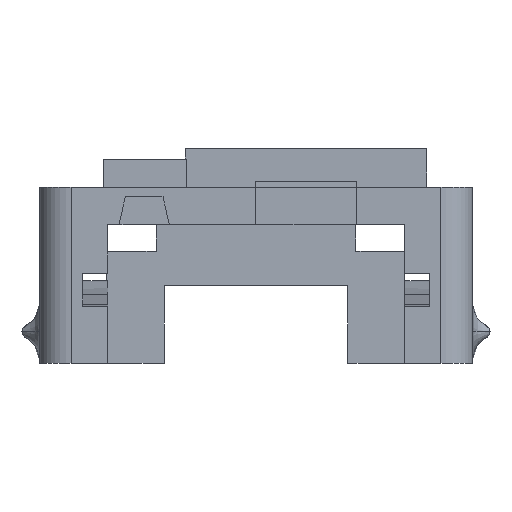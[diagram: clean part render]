
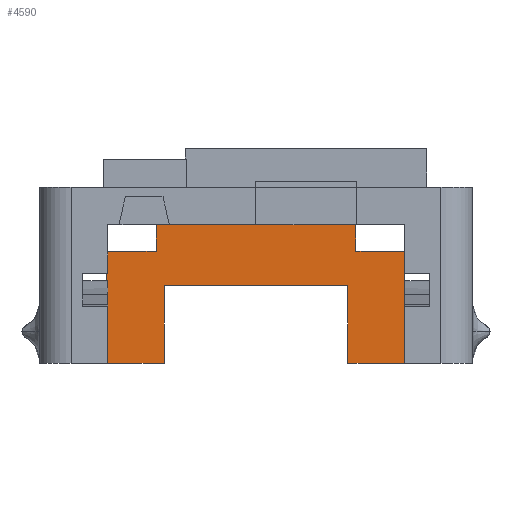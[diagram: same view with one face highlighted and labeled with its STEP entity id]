
A CAD part, front view. The second image highlights one B-rep face of the part: STEP entity #4590.
In plain terms, the highlighted planar face has unit normal (0, -1, 0).
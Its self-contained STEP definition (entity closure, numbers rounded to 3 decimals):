
#1455 = VERTEX_POINT('',#1456);
#1456 = CARTESIAN_POINT('',(3.81,5.49,-2.748));
#1462 = EDGE_CURVE('',#1463,#1455,#1465,.T.);
#1463 = VERTEX_POINT('',#1464);
#1464 = CARTESIAN_POINT('',(3.81,5.49,-0.018));
#1465 = LINE('',#1466,#1467);
#1466 = CARTESIAN_POINT('',(3.81,5.49,-1.418));
#1467 = VECTOR('',#1468,1.);
#1468 = DIRECTION('',(0.,0.,-1.));
#3596 = VERTEX_POINT('',#3597);
#3597 = CARTESIAN_POINT('',(-7.99,5.49,-0.018));
#3603 = EDGE_CURVE('',#3604,#3596,#3606,.T.);
#3604 = VERTEX_POINT('',#3605);
#3605 = CARTESIAN_POINT('',(-7.99,5.49,-2.748));
#3606 = LINE('',#3607,#3608);
#3607 = CARTESIAN_POINT('',(-7.99,5.49,1.562));
#3608 = VECTOR('',#3609,1.);
#3609 = DIRECTION('',(0.,0.,1.));
#3662 = VERTEX_POINT('',#3663);
#3663 = CARTESIAN_POINT('',(-8.022,5.49,-0.018));
#3669 = EDGE_CURVE('',#3596,#3662,#3670,.T.);
#3670 = LINE('',#3671,#3672);
#3671 = CARTESIAN_POINT('',(-5.546,5.49,-0.018));
#3672 = VECTOR('',#3673,1.);
#3673 = DIRECTION('',(-1.,0.,0.));
#3779 = VERTEX_POINT('',#3780);
#3780 = CARTESIAN_POINT('',(-7.99,5.49,1.232));
#3786 = EDGE_CURVE('',#3787,#3779,#3789,.T.);
#3787 = VERTEX_POINT('',#3788);
#3788 = CARTESIAN_POINT('',(-8.022,5.49,1.232));
#3789 = LINE('',#3790,#3791);
#3790 = CARTESIAN_POINT('',(-5.546,5.49,1.232));
#3791 = VECTOR('',#3792,1.);
#3792 = DIRECTION('',(1.,0.,0.));
#3843 = VERTEX_POINT('',#3844);
#3844 = CARTESIAN_POINT('',(-7.99,5.49,1.7));
#3850 = EDGE_CURVE('',#3779,#3843,#3851,.T.);
#3851 = LINE('',#3852,#3853);
#3852 = CARTESIAN_POINT('',(-7.99,5.49,1.562));
#3853 = VECTOR('',#3854,1.);
#3854 = DIRECTION('',(0.,0.,1.));
#4046 = VERTEX_POINT('',#4047);
#4047 = CARTESIAN_POINT('',(-5.545,5.49,2.77));
#4053 = EDGE_CURVE('',#4054,#4046,#4056,.T.);
#4054 = VERTEX_POINT('',#4055);
#4055 = CARTESIAN_POINT('',(-6.072,5.49,2.77));
#4056 = LINE('',#4057,#4058);
#4057 = CARTESIAN_POINT('',(-1.679,5.49,2.77));
#4058 = VECTOR('',#4059,1.);
#4059 = DIRECTION('',(1.,0.,0.));
#4116 = VERTEX_POINT('',#4117);
#4117 = CARTESIAN_POINT('',(-2.11,5.49,2.77));
#4141 = VERTEX_POINT('',#4142);
#4142 = CARTESIAN_POINT('',(1.87,5.49,2.77));
#4148 = EDGE_CURVE('',#4116,#4141,#4149,.T.);
#4149 = LINE('',#4150,#4151);
#4150 = CARTESIAN_POINT('',(-1.679,5.49,2.77));
#4151 = VECTOR('',#4152,1.);
#4152 = DIRECTION('',(1.,0.,0.));
#4330 = VERTEX_POINT('',#4331);
#4331 = CARTESIAN_POINT('',(3.81,5.49,1.232));
#4337 = EDGE_CURVE('',#4338,#4330,#4340,.T.);
#4338 = VERTEX_POINT('',#4339);
#4339 = CARTESIAN_POINT('',(3.81,5.49,1.7));
#4340 = LINE('',#4341,#4342);
#4341 = CARTESIAN_POINT('',(3.81,5.49,-1.418));
#4342 = VECTOR('',#4343,1.);
#4343 = DIRECTION('',(0.,0.,-1.));
#4387 = VERTEX_POINT('',#4388);
#4388 = CARTESIAN_POINT('',(3.82,5.49,1.232));
#4394 = EDGE_CURVE('',#4330,#4387,#4395,.T.);
#4395 = LINE('',#4396,#4397);
#4396 = CARTESIAN_POINT('',(-5.546,5.49,1.232));
#4397 = VECTOR('',#4398,1.);
#4398 = DIRECTION('',(1.,0.,0.));
#4511 = EDGE_CURVE('',#4512,#1463,#4514,.T.);
#4512 = VERTEX_POINT('',#4513);
#4513 = CARTESIAN_POINT('',(3.82,5.49,-0.018));
#4514 = LINE('',#4515,#4516);
#4515 = CARTESIAN_POINT('',(-5.546,5.49,-0.018));
#4516 = VECTOR('',#4517,1.);
#4517 = DIRECTION('',(-1.,0.,0.));
#4590 = ADVANCED_FACE('',(#4591),#4687,.F.);
#4591 = FACE_BOUND('',#4592,.F.);
#4592 = EDGE_LOOP('',(#4593,#4594,#4602,#4610,#4618,#4626,#4632,#4633,
    #4634,#4640,#4641,#4642,#4650,#4656,#4657,#4663,#4664,#4672,#4678,
    #4679,#4680,#4686));
#4593 = ORIENTED_EDGE('',*,*,#1462,.T.);
#4594 = ORIENTED_EDGE('',*,*,#4595,.T.);
#4595 = EDGE_CURVE('',#1455,#4596,#4598,.T.);
#4596 = VERTEX_POINT('',#4597);
#4597 = CARTESIAN_POINT('',(1.549,5.49,-2.748));
#4598 = LINE('',#4599,#4600);
#4599 = CARTESIAN_POINT('',(3.82,5.49,-2.748));
#4600 = VECTOR('',#4601,1.);
#4601 = DIRECTION('',(-1.,0.,0.));
#4602 = ORIENTED_EDGE('',*,*,#4603,.T.);
#4603 = EDGE_CURVE('',#4596,#4604,#4606,.T.);
#4604 = VERTEX_POINT('',#4605);
#4605 = CARTESIAN_POINT('',(1.549,5.49,0.342));
#4606 = LINE('',#4607,#4608);
#4607 = CARTESIAN_POINT('',(1.549,5.49,-2.748));
#4608 = VECTOR('',#4609,1.);
#4609 = DIRECTION('',(0.,0.,1.));
#4610 = ORIENTED_EDGE('',*,*,#4611,.T.);
#4611 = EDGE_CURVE('',#4604,#4612,#4614,.T.);
#4612 = VERTEX_POINT('',#4613);
#4613 = CARTESIAN_POINT('',(-5.751,5.49,0.342));
#4614 = LINE('',#4615,#4616);
#4615 = CARTESIAN_POINT('',(1.549,5.49,0.342));
#4616 = VECTOR('',#4617,1.);
#4617 = DIRECTION('',(-1.,0.,0.));
#4618 = ORIENTED_EDGE('',*,*,#4619,.T.);
#4619 = EDGE_CURVE('',#4612,#4620,#4622,.T.);
#4620 = VERTEX_POINT('',#4621);
#4621 = CARTESIAN_POINT('',(-5.751,5.49,-2.748));
#4622 = LINE('',#4623,#4624);
#4623 = CARTESIAN_POINT('',(-5.751,5.49,0.342));
#4624 = VECTOR('',#4625,1.);
#4625 = DIRECTION('',(0.,0.,-1.));
#4626 = ORIENTED_EDGE('',*,*,#4627,.T.);
#4627 = EDGE_CURVE('',#4620,#3604,#4628,.T.);
#4628 = LINE('',#4629,#4630);
#4629 = CARTESIAN_POINT('',(-5.751,5.49,-2.748));
#4630 = VECTOR('',#4631,1.);
#4631 = DIRECTION('',(-1.,0.,0.));
#4632 = ORIENTED_EDGE('',*,*,#3603,.T.);
#4633 = ORIENTED_EDGE('',*,*,#3669,.T.);
#4634 = ORIENTED_EDGE('',*,*,#4635,.T.);
#4635 = EDGE_CURVE('',#3662,#3787,#4636,.T.);
#4636 = LINE('',#4637,#4638);
#4637 = CARTESIAN_POINT('',(-8.022,5.49,-2.748));
#4638 = VECTOR('',#4639,1.);
#4639 = DIRECTION('',(0.,0.,1.));
#4640 = ORIENTED_EDGE('',*,*,#3786,.T.);
#4641 = ORIENTED_EDGE('',*,*,#3850,.T.);
#4642 = ORIENTED_EDGE('',*,*,#4643,.T.);
#4643 = EDGE_CURVE('',#3843,#4644,#4646,.T.);
#4644 = VERTEX_POINT('',#4645);
#4645 = CARTESIAN_POINT('',(-6.072,5.49,1.7));
#4646 = LINE('',#4647,#4648);
#4647 = CARTESIAN_POINT('',(-8.022,5.49,1.7));
#4648 = VECTOR('',#4649,1.);
#4649 = DIRECTION('',(1.,0.,0.));
#4650 = ORIENTED_EDGE('',*,*,#4651,.T.);
#4651 = EDGE_CURVE('',#4644,#4054,#4652,.T.);
#4652 = LINE('',#4653,#4654);
#4653 = CARTESIAN_POINT('',(-6.072,5.49,1.7));
#4654 = VECTOR('',#4655,1.);
#4655 = DIRECTION('',(0.,0.,1.));
#4656 = ORIENTED_EDGE('',*,*,#4053,.T.);
#4657 = ORIENTED_EDGE('',*,*,#4658,.T.);
#4658 = EDGE_CURVE('',#4046,#4116,#4659,.T.);
#4659 = LINE('',#4660,#4661);
#4660 = CARTESIAN_POINT('',(-2.105,5.49,2.77));
#4661 = VECTOR('',#4662,1.);
#4662 = DIRECTION('',(1.,0.,0.));
#4663 = ORIENTED_EDGE('',*,*,#4148,.T.);
#4664 = ORIENTED_EDGE('',*,*,#4665,.T.);
#4665 = EDGE_CURVE('',#4141,#4666,#4668,.T.);
#4666 = VERTEX_POINT('',#4667);
#4667 = CARTESIAN_POINT('',(1.87,5.49,1.7));
#4668 = LINE('',#4669,#4670);
#4669 = CARTESIAN_POINT('',(1.87,5.49,3.013));
#4670 = VECTOR('',#4671,1.);
#4671 = DIRECTION('',(0.,0.,-1.));
#4672 = ORIENTED_EDGE('',*,*,#4673,.T.);
#4673 = EDGE_CURVE('',#4666,#4338,#4674,.T.);
#4674 = LINE('',#4675,#4676);
#4675 = CARTESIAN_POINT('',(1.87,5.49,1.7));
#4676 = VECTOR('',#4677,1.);
#4677 = DIRECTION('',(1.,0.,0.));
#4678 = ORIENTED_EDGE('',*,*,#4337,.T.);
#4679 = ORIENTED_EDGE('',*,*,#4394,.T.);
#4680 = ORIENTED_EDGE('',*,*,#4681,.T.);
#4681 = EDGE_CURVE('',#4387,#4512,#4682,.T.);
#4682 = LINE('',#4683,#4684);
#4683 = CARTESIAN_POINT('',(3.82,5.49,1.7));
#4684 = VECTOR('',#4685,1.);
#4685 = DIRECTION('',(0.,0.,-1.));
#4686 = ORIENTED_EDGE('',*,*,#4511,.T.);
#4687 = PLANE('',#4688);
#4688 = AXIS2_PLACEMENT_3D('',#4689,#4690,#4691);
#4689 = CARTESIAN_POINT('',(-2.101,5.49,0.354));
#4690 = DIRECTION('',(0.,1.,0.));
#4691 = DIRECTION('',(0.,0.,1.));
